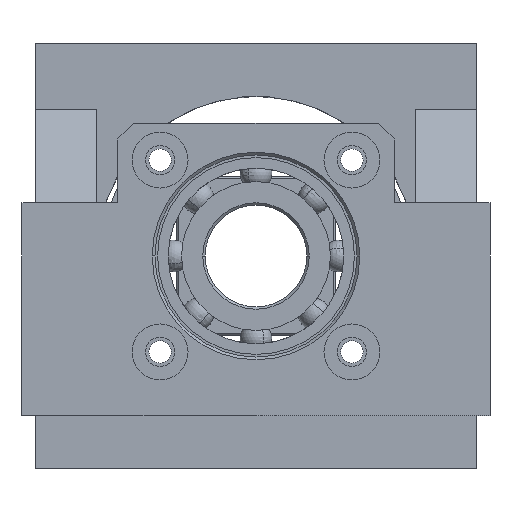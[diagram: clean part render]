
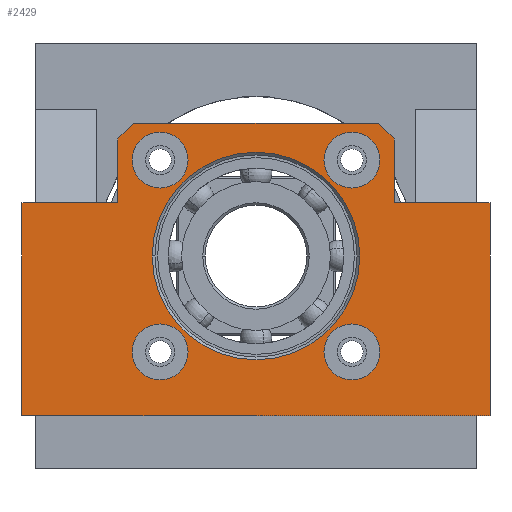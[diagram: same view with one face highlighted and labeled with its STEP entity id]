
A CAD part, left-side view. The second image highlights one B-rep face of the part: STEP entity #2429.
In plain terms, the highlighted planar face has unit normal (-1, 0, 0).
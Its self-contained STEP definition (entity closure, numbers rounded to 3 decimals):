
#1320=CARTESIAN_POINT('Vertex',(0.,-26.,10.)) ;
#1323=CARTESIAN_POINT('Line Origine',(0.,-35.,10.)) ;
#1327=CARTESIAN_POINT('Vertex',(0.,-44.,10.)) ;
#1541=CARTESIAN_POINT('Vertex',(0.,-44.,-30.)) ;
#1544=CARTESIAN_POINT('Line Origine',(0.,0.,-30.)) ;
#1548=CARTESIAN_POINT('Vertex',(0.,44.,-30.)) ;
#1951=CARTESIAN_POINT('Vertex',(0.,44.,10.)) ;
#1954=CARTESIAN_POINT('Line Origine',(0.,35.,10.)) ;
#1958=CARTESIAN_POINT('Vertex',(0.,26.,10.)) ;
#2272=CARTESIAN_POINT('Line Origine',(0.,-44.,-10.)) ;
#2284=CARTESIAN_POINT('Axis2P3D Location',(0.,0.,0.)) ;
#2289=CARTESIAN_POINT('Line Origine',(0.,24.5,23.5)) ;
#2293=CARTESIAN_POINT('Vertex',(0.,26.,22.)) ;
#2295=CARTESIAN_POINT('Vertex',(0.,23.,25.)) ;
#2298=CARTESIAN_POINT('Line Origine',(0.,26.,16.)) ;
#2303=CARTESIAN_POINT('Line Origine',(0.,44.,-10.)) ;
#2308=CARTESIAN_POINT('Line Origine',(0.,-26.,16.)) ;
#2312=CARTESIAN_POINT('Vertex',(0.,-26.,22.)) ;
#2315=CARTESIAN_POINT('Line Origine',(0.,-24.5,23.5)) ;
#2319=CARTESIAN_POINT('Vertex',(0.,-23.,25.)) ;
#2322=CARTESIAN_POINT('Line Origine',(0.,0.,25.)) ;
#2339=CARTESIAN_POINT('Axis2P3D Location',(0.,0.,0.)) ;
#2343=CARTESIAN_POINT('Vertex',(0.,19.5,0.)) ;
#2345=CARTESIAN_POINT('Vertex',(0.,-19.5,0.)) ;
#2348=CARTESIAN_POINT('Axis2P3D Location',(0.,0.,0.)) ;
#2357=CARTESIAN_POINT('Axis2P3D Location',(0.,-18.031,18.031)) ;
#2361=CARTESIAN_POINT('Vertex',(0.,-23.281,18.031)) ;
#2363=CARTESIAN_POINT('Vertex',(0.,-12.781,18.031)) ;
#2366=CARTESIAN_POINT('Axis2P3D Location',(0.,-18.031,18.031)) ;
#2375=CARTESIAN_POINT('Axis2P3D Location',(0.,-18.031,-18.031)) ;
#2379=CARTESIAN_POINT('Vertex',(0.,-23.281,-18.031)) ;
#2381=CARTESIAN_POINT('Vertex',(0.,-12.781,-18.031)) ;
#2384=CARTESIAN_POINT('Axis2P3D Location',(0.,-18.031,-18.031)) ;
#2393=CARTESIAN_POINT('Axis2P3D Location',(0.,18.031,-18.031)) ;
#2397=CARTESIAN_POINT('Vertex',(0.,23.281,-18.031)) ;
#2399=CARTESIAN_POINT('Vertex',(0.,12.781,-18.031)) ;
#2402=CARTESIAN_POINT('Axis2P3D Location',(0.,18.031,-18.031)) ;
#2411=CARTESIAN_POINT('Axis2P3D Location',(0.,18.031,18.031)) ;
#2415=CARTESIAN_POINT('Vertex',(0.,23.281,18.031)) ;
#2417=CARTESIAN_POINT('Vertex',(0.,12.781,18.031)) ;
#2420=CARTESIAN_POINT('Axis2P3D Location',(0.,18.031,18.031)) ;
#1324=DIRECTION('Vector Direction',(0.,1.,0.)) ;
#1545=DIRECTION('Vector Direction',(0.,-1.,0.)) ;
#1955=DIRECTION('Vector Direction',(0.,1.,0.)) ;
#2273=DIRECTION('Vector Direction',(0.,0.,-1.)) ;
#2285=DIRECTION('Axis2P3D Direction',(1.,0.,0.)) ;
#2286=DIRECTION('Axis2P3D XDirection',(0.,1.,0.)) ;
#2290=DIRECTION('Vector Direction',(0.,0.707,-0.707)) ;
#2299=DIRECTION('Vector Direction',(0.,0.,1.)) ;
#2304=DIRECTION('Vector Direction',(0.,0.,1.)) ;
#2309=DIRECTION('Vector Direction',(0.,0.,-1.)) ;
#2316=DIRECTION('Vector Direction',(0.,-0.707,-0.707)) ;
#2323=DIRECTION('Vector Direction',(0.,1.,0.)) ;
#2340=DIRECTION('Axis2P3D Direction',(1.,0.,0.)) ;
#2349=DIRECTION('Axis2P3D Direction',(1.,0.,0.)) ;
#2358=DIRECTION('Axis2P3D Direction',(1.,0.,0.)) ;
#2367=DIRECTION('Axis2P3D Direction',(1.,0.,0.)) ;
#2376=DIRECTION('Axis2P3D Direction',(1.,0.,0.)) ;
#2385=DIRECTION('Axis2P3D Direction',(1.,0.,0.)) ;
#2394=DIRECTION('Axis2P3D Direction',(1.,0.,0.)) ;
#2403=DIRECTION('Axis2P3D Direction',(1.,0.,0.)) ;
#2412=DIRECTION('Axis2P3D Direction',(1.,0.,0.)) ;
#2421=DIRECTION('Axis2P3D Direction',(1.,0.,0.)) ;
#2287=AXIS2_PLACEMENT_3D('Plane Axis2P3D',#2284,#2285,#2286) ;
#2341=AXIS2_PLACEMENT_3D('Circle Axis2P3D',#2339,#2340,$) ;
#2350=AXIS2_PLACEMENT_3D('Circle Axis2P3D',#2348,#2349,$) ;
#2359=AXIS2_PLACEMENT_3D('Circle Axis2P3D',#2357,#2358,$) ;
#2368=AXIS2_PLACEMENT_3D('Circle Axis2P3D',#2366,#2367,$) ;
#2377=AXIS2_PLACEMENT_3D('Circle Axis2P3D',#2375,#2376,$) ;
#2386=AXIS2_PLACEMENT_3D('Circle Axis2P3D',#2384,#2385,$) ;
#2395=AXIS2_PLACEMENT_3D('Circle Axis2P3D',#2393,#2394,$) ;
#2404=AXIS2_PLACEMENT_3D('Circle Axis2P3D',#2402,#2403,$) ;
#2413=AXIS2_PLACEMENT_3D('Circle Axis2P3D',#2411,#2412,$) ;
#2422=AXIS2_PLACEMENT_3D('Circle Axis2P3D',#2420,#2421,$) ;
#2328=ORIENTED_EDGE('',*,*,#2297,.F.) ;
#2329=ORIENTED_EDGE('',*,*,#2302,.F.) ;
#2330=ORIENTED_EDGE('',*,*,#1960,.F.) ;
#2331=ORIENTED_EDGE('',*,*,#2307,.F.) ;
#2332=ORIENTED_EDGE('',*,*,#1550,.F.) ;
#2333=ORIENTED_EDGE('',*,*,#2276,.F.) ;
#2334=ORIENTED_EDGE('',*,*,#1329,.F.) ;
#2335=ORIENTED_EDGE('',*,*,#2314,.F.) ;
#2336=ORIENTED_EDGE('',*,*,#2321,.F.) ;
#2337=ORIENTED_EDGE('',*,*,#2326,.F.) ;
#2354=ORIENTED_EDGE('',*,*,#2347,.F.) ;
#2355=ORIENTED_EDGE('',*,*,#2352,.F.) ;
#2372=ORIENTED_EDGE('',*,*,#2365,.F.) ;
#2373=ORIENTED_EDGE('',*,*,#2370,.F.) ;
#2390=ORIENTED_EDGE('',*,*,#2383,.F.) ;
#2391=ORIENTED_EDGE('',*,*,#2388,.F.) ;
#2408=ORIENTED_EDGE('',*,*,#2401,.F.) ;
#2409=ORIENTED_EDGE('',*,*,#2406,.F.) ;
#2426=ORIENTED_EDGE('',*,*,#2419,.F.) ;
#2427=ORIENTED_EDGE('',*,*,#2424,.F.) ;
#2356=FACE_BOUND('',#2353,.T.) ;
#2374=FACE_BOUND('',#2371,.T.) ;
#2392=FACE_BOUND('',#2389,.T.) ;
#2410=FACE_BOUND('',#2407,.T.) ;
#2428=FACE_BOUND('',#2425,.T.) ;
#1325=VECTOR('Line Direction',#1324,1.) ;
#1546=VECTOR('Line Direction',#1545,1.) ;
#1956=VECTOR('Line Direction',#1955,1.) ;
#2274=VECTOR('Line Direction',#2273,1.) ;
#2291=VECTOR('Line Direction',#2290,1.) ;
#2300=VECTOR('Line Direction',#2299,1.) ;
#2305=VECTOR('Line Direction',#2304,1.) ;
#2310=VECTOR('Line Direction',#2309,1.) ;
#2317=VECTOR('Line Direction',#2316,1.) ;
#2324=VECTOR('Line Direction',#2323,1.) ;
#2429=ADVANCED_FACE('\X2\96F64EF651E04F554F53\X0\',(#2338,#2356,#2374,#2392,#2410,#2428),#2288,.F.) ;
#2342=CIRCLE('generated circle',#2341,19.5) ;
#2351=CIRCLE('generated circle',#2350,19.5) ;
#2360=CIRCLE('generated circle',#2359,5.25) ;
#2369=CIRCLE('generated circle',#2368,5.25) ;
#2378=CIRCLE('generated circle',#2377,5.25) ;
#2387=CIRCLE('generated circle',#2386,5.25) ;
#2396=CIRCLE('generated circle',#2395,5.25) ;
#2405=CIRCLE('generated circle',#2404,5.25) ;
#2414=CIRCLE('generated circle',#2413,5.25) ;
#2423=CIRCLE('generated circle',#2422,5.25) ;
#1329=EDGE_CURVE('',#1321,#1328,#1326,.F.) ;
#1550=EDGE_CURVE('',#1542,#1549,#1547,.F.) ;
#1960=EDGE_CURVE('',#1952,#1959,#1957,.F.) ;
#2276=EDGE_CURVE('',#1328,#1542,#2275,.T.) ;
#2297=EDGE_CURVE('',#2294,#2296,#2292,.F.) ;
#2302=EDGE_CURVE('',#1959,#2294,#2301,.T.) ;
#2307=EDGE_CURVE('',#1549,#1952,#2306,.T.) ;
#2314=EDGE_CURVE('',#2313,#1321,#2311,.T.) ;
#2321=EDGE_CURVE('',#2320,#2313,#2318,.T.) ;
#2326=EDGE_CURVE('',#2296,#2320,#2325,.F.) ;
#2347=EDGE_CURVE('',#2344,#2346,#2342,.F.) ;
#2352=EDGE_CURVE('',#2346,#2344,#2351,.F.) ;
#2365=EDGE_CURVE('',#2362,#2364,#2360,.F.) ;
#2370=EDGE_CURVE('',#2364,#2362,#2369,.F.) ;
#2383=EDGE_CURVE('',#2380,#2382,#2378,.F.) ;
#2388=EDGE_CURVE('',#2382,#2380,#2387,.F.) ;
#2401=EDGE_CURVE('',#2398,#2400,#2396,.F.) ;
#2406=EDGE_CURVE('',#2400,#2398,#2405,.F.) ;
#2419=EDGE_CURVE('',#2416,#2418,#2414,.F.) ;
#2424=EDGE_CURVE('',#2418,#2416,#2423,.F.) ;
#2327=EDGE_LOOP('',(#2328,#2329,#2330,#2331,#2332,#2333,#2334,#2335,#2336,#2337)) ;
#2353=EDGE_LOOP('',(#2354,#2355)) ;
#2371=EDGE_LOOP('',(#2372,#2373)) ;
#2389=EDGE_LOOP('',(#2390,#2391)) ;
#2407=EDGE_LOOP('',(#2408,#2409)) ;
#2425=EDGE_LOOP('',(#2426,#2427)) ;
#2338=FACE_OUTER_BOUND('',#2327,.T.) ;
#1326=LINE('Line',#1323,#1325) ;
#1547=LINE('Line',#1544,#1546) ;
#1957=LINE('Line',#1954,#1956) ;
#2275=LINE('Line',#2272,#2274) ;
#2292=LINE('Line',#2289,#2291) ;
#2301=LINE('Line',#2298,#2300) ;
#2306=LINE('Line',#2303,#2305) ;
#2311=LINE('Line',#2308,#2310) ;
#2318=LINE('Line',#2315,#2317) ;
#2325=LINE('Line',#2322,#2324) ;
#2288=PLANE('Plane',#2287) ;
#1321=VERTEX_POINT('',#1320) ;
#1328=VERTEX_POINT('',#1327) ;
#1542=VERTEX_POINT('',#1541) ;
#1549=VERTEX_POINT('',#1548) ;
#1952=VERTEX_POINT('',#1951) ;
#1959=VERTEX_POINT('',#1958) ;
#2294=VERTEX_POINT('',#2293) ;
#2296=VERTEX_POINT('',#2295) ;
#2313=VERTEX_POINT('',#2312) ;
#2320=VERTEX_POINT('',#2319) ;
#2344=VERTEX_POINT('',#2343) ;
#2346=VERTEX_POINT('',#2345) ;
#2362=VERTEX_POINT('',#2361) ;
#2364=VERTEX_POINT('',#2363) ;
#2380=VERTEX_POINT('',#2379) ;
#2382=VERTEX_POINT('',#2381) ;
#2398=VERTEX_POINT('',#2397) ;
#2400=VERTEX_POINT('',#2399) ;
#2416=VERTEX_POINT('',#2415) ;
#2418=VERTEX_POINT('',#2417) ;
